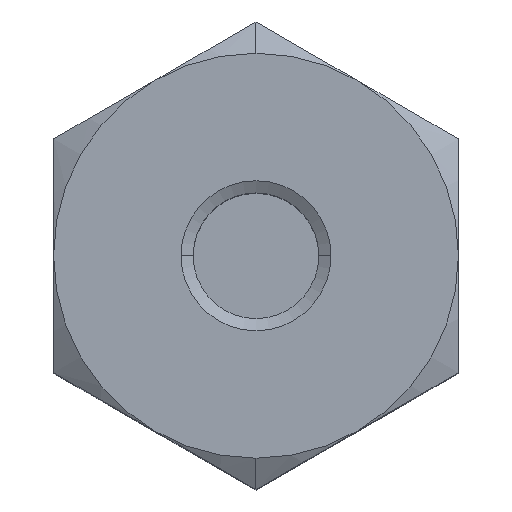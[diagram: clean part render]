
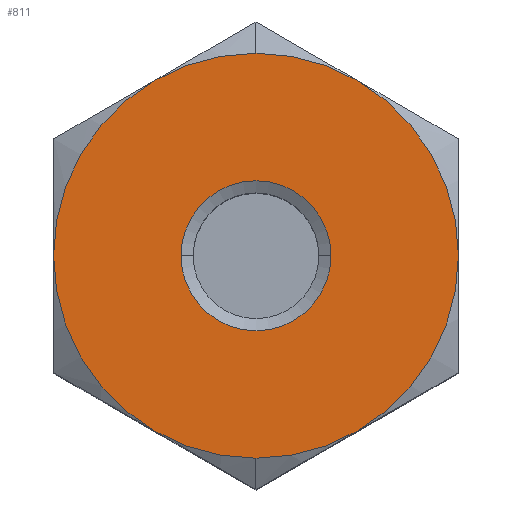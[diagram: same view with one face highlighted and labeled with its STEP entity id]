
A CAD part, top view. The second image highlights one B-rep face of the part: STEP entity #811.
In plain terms, the highlighted planar face has unit normal (0, 0, 1).
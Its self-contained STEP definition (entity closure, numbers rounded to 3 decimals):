
#431=VERTEX_POINT('',#1171);
#451=EDGE_CURVE('',#431,#747,#1194,.T.);
#461=EDGE_CURVE('',#609,#605,#1205,.T.);
#499=EDGE_CURVE('',#523,#607,#1248,.T.);
#513=EDGE_CURVE('',#747,#523,#1265,.T.);
#523=VERTEX_POINT('',#1275);
#533=VERTEX_POINT('',#1285);
#541=VERTEX_POINT('',#1294);
#605=VERTEX_POINT('',#1365);
#607=VERTEX_POINT('',#1367);
#609=VERTEX_POINT('',#1369);
#649=EDGE_CURVE('',#937,#533,#1412,.T.);
#685=EDGE_CURVE('',#745,#431,#1448,.T.);
#687=EDGE_CURVE('',#605,#609,#1450,.T.);
#745=VERTEX_POINT('',#1516);
#747=VERTEX_POINT('',#1518);
#811=ADVANCED_FACE('',(#1591,#1592),#1593,.T.);
#893=EDGE_CURVE('',#607,#937,#1688,.T.);
#937=VERTEX_POINT('',#1739);
#1063=EDGE_CURVE('',#541,#745,#1880,.T.);
#1099=EDGE_CURVE('',#533,#541,#1920,.T.);
#1171=CARTESIAN_POINT('',(-13.5,0.,0.));
#1194=CIRCLE('',#2057,13.5);
#1205=CIRCLE('',#2069,5.);
#1248=CIRCLE('',#2163,13.5);
#1265=CIRCLE('',#2182,13.5);
#1275=CARTESIAN_POINT('',(0.,13.5,0.));
#1285=CARTESIAN_POINT('',(6.75,-11.691,0.));
#1294=CARTESIAN_POINT('',(0.,-13.5,0.));
#1365=CARTESIAN_POINT('',(5.,0.,0.));
#1367=CARTESIAN_POINT('',(6.75,11.691,0.));
#1369=CARTESIAN_POINT('',(-5.,0.,0.));
#1412=CIRCLE('',#2426,13.5);
#1448=CIRCLE('',#2506,13.5);
#1450=CIRCLE('',#2509,5.);
#1516=CARTESIAN_POINT('',(-6.75,-11.691,0.));
#1518=CARTESIAN_POINT('',(-6.75,11.691,0.));
#1591=FACE_BOUND('',#2779,.T.);
#1592=FACE_OUTER_BOUND('',#2780,.T.);
#1593=PLANE('',#2781);
#1688=CIRCLE('',#2992,13.5);
#1739=CARTESIAN_POINT('',(13.5,0.,0.));
#1880=CIRCLE('',#3358,13.5);
#1920=CIRCLE('',#3408,13.5);
#2057=AXIS2_PLACEMENT_3D('',#3491,#3492,#3493);
#2069=AXIS2_PLACEMENT_3D('',#3502,#3503,#3504);
#2163=AXIS2_PLACEMENT_3D('',#3559,#3560,#3561);
#2182=AXIS2_PLACEMENT_3D('',#3586,#3587,#3588);
#2426=AXIS2_PLACEMENT_3D('',#3729,#3730,#3731);
#2506=AXIS2_PLACEMENT_3D('',#3751,#3752,#3753);
#2509=AXIS2_PLACEMENT_3D('',#3754,#3755,#3756);
#2779=EDGE_LOOP('',(#3919,#3920));
#2780=EDGE_LOOP('',(#3921,#3922,#3923,#3924,#3925,#3926,#3927,#3928));
#2781=AXIS2_PLACEMENT_3D('',#3929,#3930,#3931);
#2992=AXIS2_PLACEMENT_3D('',#4050,#4051,#4052);
#3358=AXIS2_PLACEMENT_3D('',#4289,#4290,#4291);
#3408=AXIS2_PLACEMENT_3D('',#4337,#4338,#4339);
#3491=CARTESIAN_POINT('',(0.,0.,0.));
#3492=DIRECTION('',(0.,0.,-1.0));
#3493=DIRECTION('',(0.,1.0,0.));
#3502=CARTESIAN_POINT('',(0.,0.,0.));
#3503=DIRECTION('',(0.,0.,-1.0));
#3504=DIRECTION('',(-1.0,0.,0.));
#3559=CARTESIAN_POINT('',(0.,0.,0.));
#3560=DIRECTION('',(0.,0.,-1.0));
#3561=DIRECTION('',(0.,1.0,0.));
#3586=CARTESIAN_POINT('',(0.,0.,0.));
#3587=DIRECTION('',(0.,0.,-1.0));
#3588=DIRECTION('',(0.,1.0,0.));
#3729=CARTESIAN_POINT('',(0.,0.,0.));
#3730=DIRECTION('',(0.,0.,-1.0));
#3731=DIRECTION('',(0.,1.0,0.));
#3751=CARTESIAN_POINT('',(0.,0.,0.));
#3752=DIRECTION('',(0.,0.,-1.0));
#3753=DIRECTION('',(0.,1.0,0.));
#3754=CARTESIAN_POINT('',(0.,0.,0.));
#3755=DIRECTION('',(0.,0.,-1.0));
#3756=DIRECTION('',(-1.0,0.,0.));
#3919=ORIENTED_EDGE('',*,*,#461,.T.);
#3920=ORIENTED_EDGE('',*,*,#687,.T.);
#3921=ORIENTED_EDGE('',*,*,#513,.F.);
#3922=ORIENTED_EDGE('',*,*,#451,.F.);
#3923=ORIENTED_EDGE('',*,*,#685,.F.);
#3924=ORIENTED_EDGE('',*,*,#1063,.F.);
#3925=ORIENTED_EDGE('',*,*,#1099,.F.);
#3926=ORIENTED_EDGE('',*,*,#649,.F.);
#3927=ORIENTED_EDGE('',*,*,#893,.F.);
#3928=ORIENTED_EDGE('',*,*,#499,.F.);
#3929=CARTESIAN_POINT('',(0.,8.845,0.));
#3930=DIRECTION('',(0.,0.,1.0));
#3931=DIRECTION('',(0.,1.0,0.));
#4050=CARTESIAN_POINT('',(0.,0.,0.));
#4051=DIRECTION('',(0.,0.,-1.0));
#4052=DIRECTION('',(0.,1.0,0.));
#4289=CARTESIAN_POINT('',(0.,0.,0.));
#4290=DIRECTION('',(0.,0.,-1.0));
#4291=DIRECTION('',(0.,1.0,0.));
#4337=CARTESIAN_POINT('',(0.,0.,0.));
#4338=DIRECTION('',(0.,0.,-1.0));
#4339=DIRECTION('',(0.,1.0,0.));
